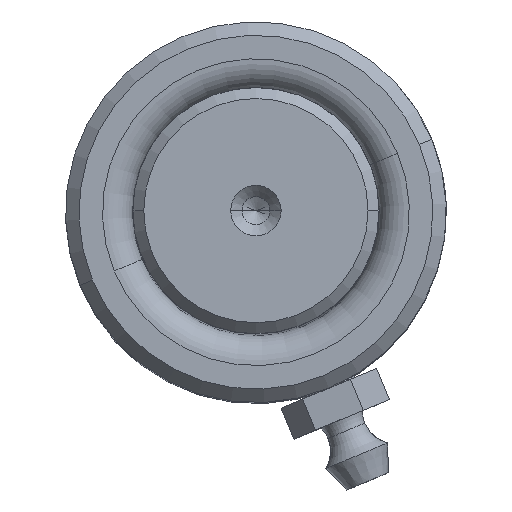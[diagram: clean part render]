
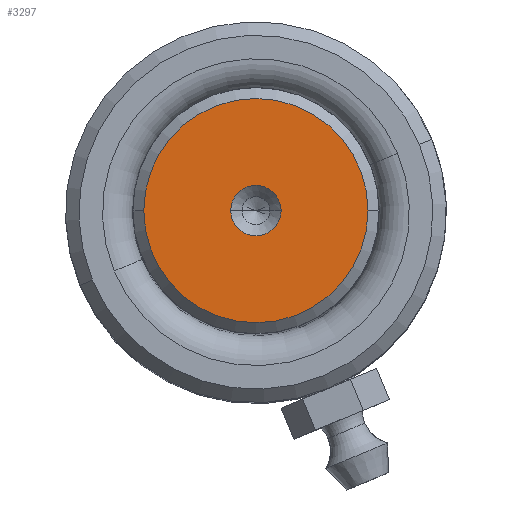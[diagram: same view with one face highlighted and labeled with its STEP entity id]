
A CAD part, top view. The second image highlights one B-rep face of the part: STEP entity #3297.
In plain terms, the highlighted planar face has unit normal (0, 0, 1).
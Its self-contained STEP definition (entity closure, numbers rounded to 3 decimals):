
#568 = AXIS2_PLACEMENT_3D ( 'NONE', #4415, #5579, #2707 ) ;
#843 = CARTESIAN_POINT ( 'NONE',  ( 10.009, 0., 140. ) ) ;
#1241 = AXIS2_PLACEMENT_3D ( 'NONE', #2242, #5642, #2198 ) ;
#1311 = ORIENTED_EDGE ( 'NONE', *, *, #4755, .T. ) ;
#1548 = DIRECTION ( 'NONE',  ( 1., 0., 0. ) ) ;
#1596 = VERTEX_POINT ( 'NONE', #2623 ) ;
#1780 = EDGE_CURVE ( 'NONE', #5718, #6569, #6271, .T. ) ;
#2028 = ORIENTED_EDGE ( 'NONE', *, *, #1780, .F. ) ;
#2198 = DIRECTION ( 'NONE',  ( 1., 0., 0. ) ) ;
#2199 = AXIS2_PLACEMENT_3D ( 'NONE', #5327, #7081, #6567 ) ;
#2233 = CARTESIAN_POINT ( 'NONE',  ( -2.25, 0., 140. ) ) ;
#2242 = CARTESIAN_POINT ( 'NONE',  ( 0., 0., 140. ) ) ;
#2500 = CARTESIAN_POINT ( 'NONE',  ( 2.25, 0., 140. ) ) ;
#2623 = CARTESIAN_POINT ( 'NONE',  ( -10.009, 0., 140. ) ) ;
#2707 = DIRECTION ( 'NONE',  ( 1., 0., 0. ) ) ;
#2725 = FACE_OUTER_BOUND ( 'NONE', #6668, .T. ) ;
#3297 = ADVANCED_FACE ( 'NONE', ( #5426, #2725 ), #6093, .T. ) ;
#3335 = EDGE_CURVE ( 'NONE', #6569, #5718, #4066, .T. ) ;
#3555 = ORIENTED_EDGE ( 'NONE', *, *, #3335, .F. ) ;
#3705 = CARTESIAN_POINT ( 'NONE',  ( 0., 0., 140. ) ) ;
#3805 = CIRCLE ( 'NONE', #2199, 10.009 ) ;
#4066 = CIRCLE ( 'NONE', #568, 2.25 ) ;
#4155 = EDGE_LOOP ( 'NONE', ( #3555, #2028 ) ) ;
#4282 = DIRECTION ( 'NONE',  ( 1., 0., 0. ) ) ;
#4393 = DIRECTION ( 'NONE',  ( 0., 0., 1. ) ) ;
#4415 = CARTESIAN_POINT ( 'NONE',  ( 0., 0., 140. ) ) ;
#4440 = EDGE_CURVE ( 'NONE', #6889, #1596, #7157, .T. ) ;
#4755 = EDGE_CURVE ( 'NONE', #1596, #6889, #3805, .T. ) ;
#5321 = AXIS2_PLACEMENT_3D ( 'NONE', #7227, #4393, #1548 ) ;
#5327 = CARTESIAN_POINT ( 'NONE',  ( 0., 0., 140. ) ) ;
#5338 = ORIENTED_EDGE ( 'NONE', *, *, #4440, .T. ) ;
#5426 = FACE_BOUND ( 'NONE', #4155, .T. ) ;
#5579 = DIRECTION ( 'NONE',  ( 0., 0., 1. ) ) ;
#5642 = DIRECTION ( 'NONE',  ( 0., 0., 1. ) ) ;
#5718 = VERTEX_POINT ( 'NONE', #2233 ) ;
#6093 = PLANE ( 'NONE',  #5321 ) ;
#6271 = CIRCLE ( 'NONE', #1241, 2.25 ) ;
#6472 = DIRECTION ( 'NONE',  ( 0., 0., 1. ) ) ;
#6534 = AXIS2_PLACEMENT_3D ( 'NONE', #3705, #6472, #4282 ) ;
#6567 = DIRECTION ( 'NONE',  ( 1., 0., 0. ) ) ;
#6569 = VERTEX_POINT ( 'NONE', #2500 ) ;
#6668 = EDGE_LOOP ( 'NONE', ( #1311, #5338 ) ) ;
#6889 = VERTEX_POINT ( 'NONE', #843 ) ;
#7081 = DIRECTION ( 'NONE',  ( 0., 0., 1. ) ) ;
#7157 = CIRCLE ( 'NONE', #6534, 10.009 ) ;
#7227 = CARTESIAN_POINT ( 'NONE',  ( 0., 0., 140. ) ) ;
